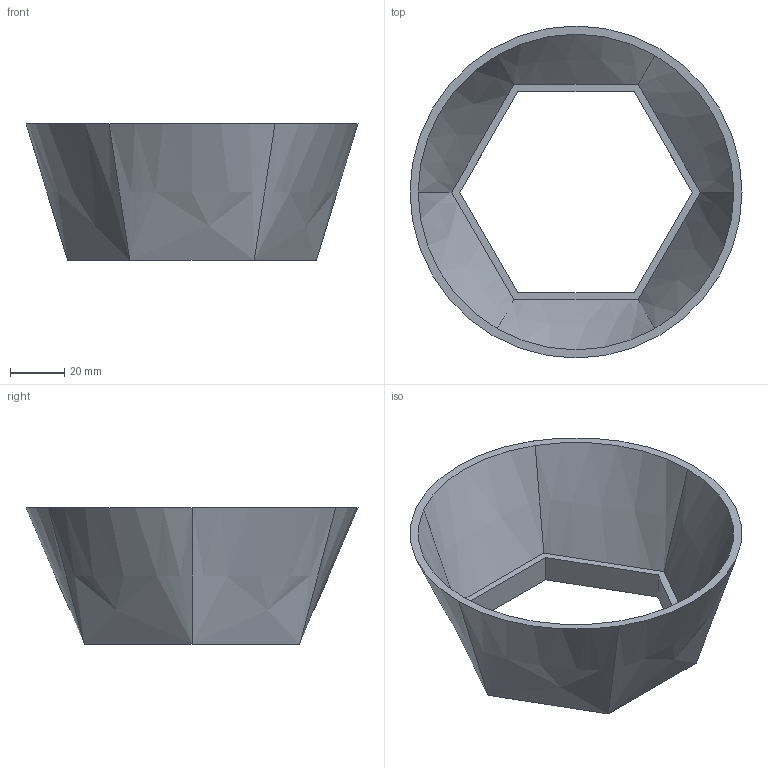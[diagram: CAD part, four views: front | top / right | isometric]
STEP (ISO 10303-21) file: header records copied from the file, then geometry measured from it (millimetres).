
FILE_DESCRIPTION(('FreeCAD Model'),'2;1');
FILE_NAME('Open CASCADE Shape Model','2024-01-30T20:03:19',(''),(''), 'Open CASCADE STEP processor 7.6','FreeCAD','Unknown');
FILE_SCHEMA(('AUTOMOTIVE_DESIGN { 1 0 10303 214 1 1 1 1 }'));
Length unit declared in the file: millimetre
Products named in the file (1): Cup
Bounding box: 122 x 122 x 50 mm (x, y, z)
Volume: 49412.9 mm3; surface area: 37781.2 mm2
Topology: 1 solids, 1 shells, 27 faces, 66 edges, 42 vertices
Faces by surface type: plane 15, bspline 12
Entity records: 2424 total; most frequent: CARTESIAN_POINT 1144, DIRECTION 200, ORIENTED_EDGE 132, LINE 132, VECTOR 132, PCURVE 132, DEFINITIONAL_REPRESENTATION 132, EDGE_CURVE 66
